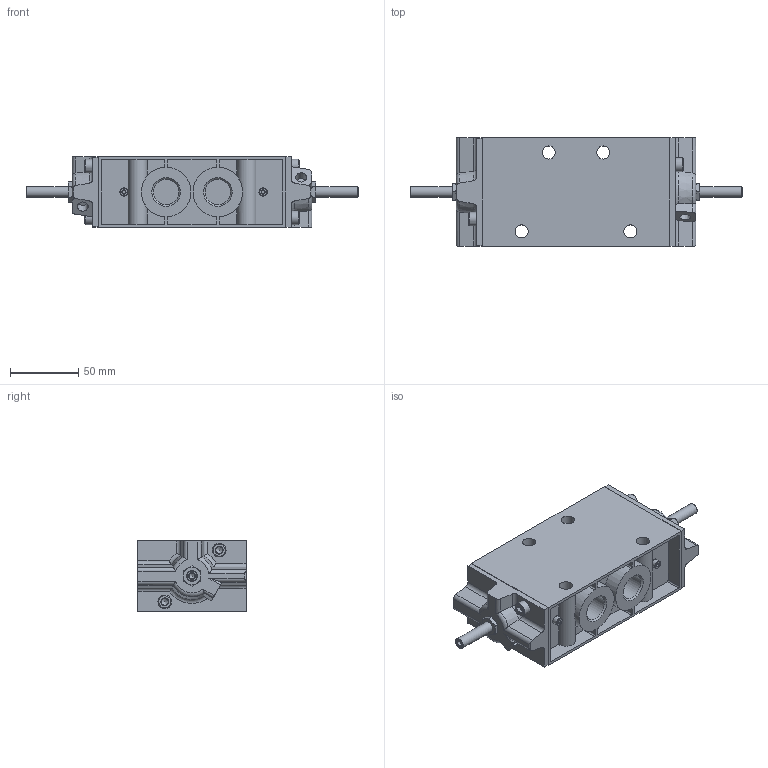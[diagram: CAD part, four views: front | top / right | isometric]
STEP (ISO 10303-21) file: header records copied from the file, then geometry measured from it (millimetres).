
FILE_DESCRIPTION(/* description */ ('STEP AP214'),/* implementation_level */ '2;1');
FILE_NAME(/* name */ '535914_JMFH-5-1_2-EX',/* time_stamp */ '2024-08-29T15:17:40+02:00',/* author */ ('License CC BY-ND 4.0'),/* organization */ ('CADENAS'),/* preprocessor_version */ 'ST-DEVELOPER v19.3',/* originating_system */ 'PARTsolutions',/* authorisation */ ' ');
FILE_SCHEMA (('AUTOMOTIVE_DESIGN {1 0 10303 214 3 1 1}'));
Length unit declared in the file: millimetre
Products named in the file (1): 535914 JMFH-5-1/2-EX
Bounding box: 244 x 80 x 52 mm (x, y, z)
Volume: 572175.5 mm3; surface area: 75885.5 mm2
Topology: 1 solids, 1 shells, 343 faces, 798 edges, 491 vertices
Faces by surface type: plane 143, cylinder 98, cone 89, torus 13
Full cylindrical faces by diameter (mm): 2.459 x2, 4.134 x2, 5.8 x2, 5.9 x2, 6.15 x2, 6.9 x2, 7.1 x2, 8 x2, 9.6 x4, 10 x4, 18.631 x5, 36.4 x2
Entity records: 9483 total; most frequent: CARTESIAN_POINT 1982, DIRECTION 1569, ORIENTED_EDGE 1436, EDGE_CURVE 718, AXIS2_PLACEMENT_3D 626, VERTEX_POINT 483, FACE_BOUND 457, EDGE_LOOP 451
